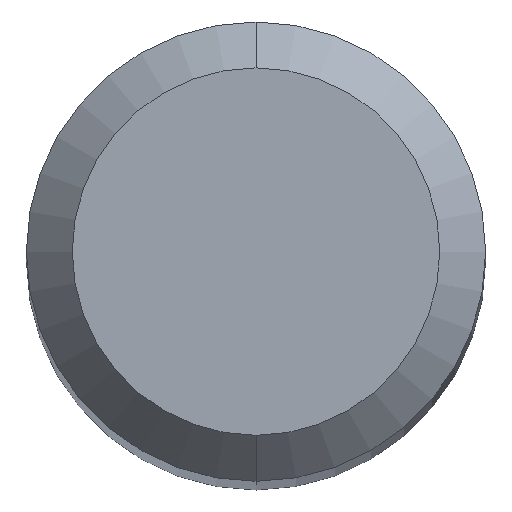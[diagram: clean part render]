
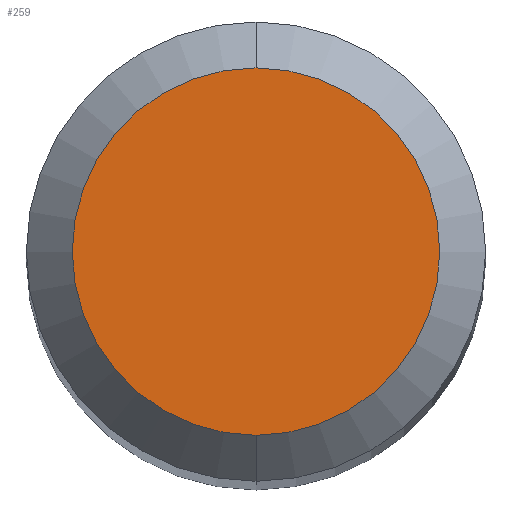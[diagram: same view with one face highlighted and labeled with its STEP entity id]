
A CAD part, top view. The second image highlights one B-rep face of the part: STEP entity #259.
In plain terms, the highlighted planar face has unit normal (0, 0, 1).
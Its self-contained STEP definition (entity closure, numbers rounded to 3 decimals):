
#227=VERTEX_POINT('',#540);
#259=ADVANCED_FACE('',(#574),#575,.T.);
#273=VERTEX_POINT('',#591);
#359=EDGE_CURVE('',#273,#227,#686,.T.);
#395=EDGE_CURVE('',#227,#273,#726,.T.);
#540=CARTESIAN_POINT('',(0.0,1.2,0.0));
#574=FACE_OUTER_BOUND('',#1013,.T.);
#575=PLANE('',#1014);
#591=CARTESIAN_POINT('',(0.,-1.2,0.0));
#686=CIRCLE('',#1196,1.2);
#726=CIRCLE('',#1303,1.2);
#1013=EDGE_LOOP('',(#1535,#1536));
#1014=AXIS2_PLACEMENT_3D('',#1537,#1538,#1539);
#1196=AXIS2_PLACEMENT_3D('',#1674,#1675,#1676);
#1303=AXIS2_PLACEMENT_3D('',#1727,#1728,#1729);
#1535=ORIENTED_EDGE('',*,*,#395,.F.);
#1536=ORIENTED_EDGE('',*,*,#359,.F.);
#1537=CARTESIAN_POINT('',(0.0,0.6,0.0));
#1538=DIRECTION('',(-0.0,0.0,1.0));
#1539=DIRECTION('',(0.0,-1.0,0.0));
#1674=CARTESIAN_POINT('',(0.0,0.0,0.0));
#1675=DIRECTION('',(0.0,0.0,-1.0));
#1676=DIRECTION('',(0.0,1.0,0.0));
#1727=CARTESIAN_POINT('',(0.0,0.0,0.0));
#1728=DIRECTION('',(0.0,0.0,-1.0));
#1729=DIRECTION('',(0.0,1.0,0.0));
